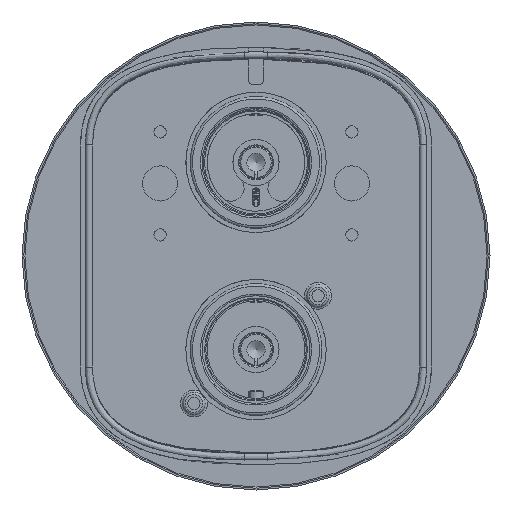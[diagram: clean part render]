
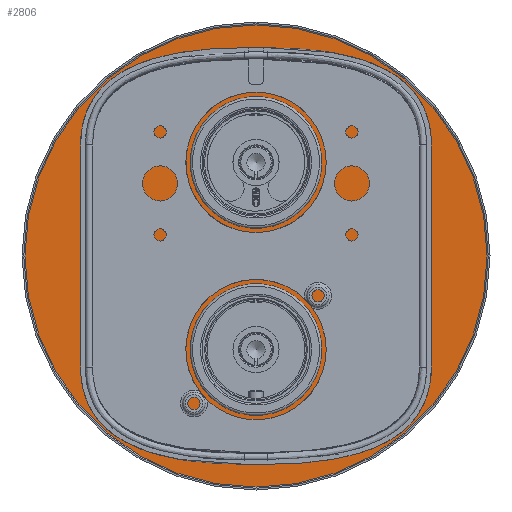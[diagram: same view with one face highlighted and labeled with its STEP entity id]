
A CAD part, front view. The second image highlights one B-rep face of the part: STEP entity #2806.
In plain terms, the highlighted planar face has unit normal (0, -1, 0).
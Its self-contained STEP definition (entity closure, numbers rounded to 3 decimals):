
#757=ORIENTED_EDGE('',*,*,#1331,.F.);
#758=ORIENTED_EDGE('',*,*,#1332,.F.);
#759=ORIENTED_EDGE('',*,*,#1330,.F.);
#1330=EDGE_CURVE('',#1737,#1737,#2019,.T.);
#1331=EDGE_CURVE('',#1738,#1738,#2020,.T.);
#1332=EDGE_CURVE('',#1739,#1739,#2021,.T.);
#1737=VERTEX_POINT('',#7763);
#1738=VERTEX_POINT('',#7766);
#1739=VERTEX_POINT('',#7768);
#2019=CIRCLE('',#3405,98.75);
#2020=CIRCLE('',#3407,24.65);
#2021=CIRCLE('',#3408,24.65);
#2264=EDGE_LOOP('',(#757));
#2265=EDGE_LOOP('',(#758));
#2266=EDGE_LOOP('',(#759));
#2539=FACE_BOUND('',#2264,.T.);
#2540=FACE_BOUND('',#2265,.T.);
#2541=FACE_BOUND('',#2266,.T.);
#2703=PLANE('',#3406);
#2806=ADVANCED_FACE('',(#2539,#2540,#2541),#2703,.T.);
#3405=AXIS2_PLACEMENT_3D('',#7762,#3965,#3966);
#3406=AXIS2_PLACEMENT_3D('',#7764,#3967,#3968);
#3407=AXIS2_PLACEMENT_3D('',#7765,#3969,#3970);
#3408=AXIS2_PLACEMENT_3D('',#7767,#3971,#3972);
#3965=DIRECTION('',(0.,1.,0.));
#3966=DIRECTION('',(0.,0.,-1.));
#3967=DIRECTION('',(0.,-1.,0.));
#3968=DIRECTION('',(0.,0.,1.));
#3969=DIRECTION('',(0.,-1.,0.));
#3970=DIRECTION('',(0.,0.,-1.));
#3971=DIRECTION('',(0.,-1.,0.));
#3972=DIRECTION('',(0.,0.,-1.));
#7762=CARTESIAN_POINT('',(0.,84.75,-40.));
#7763=CARTESIAN_POINT('',(0.,84.75,-138.75));
#7764=CARTESIAN_POINT('',(0.,84.75,-40.));
#7765=CARTESIAN_POINT('',(0.,84.75,0.));
#7766=CARTESIAN_POINT('',(0.,84.75,-24.65));
#7767=CARTESIAN_POINT('',(0.,84.75,-80.));
#7768=CARTESIAN_POINT('',(0.,84.75,-104.65));
